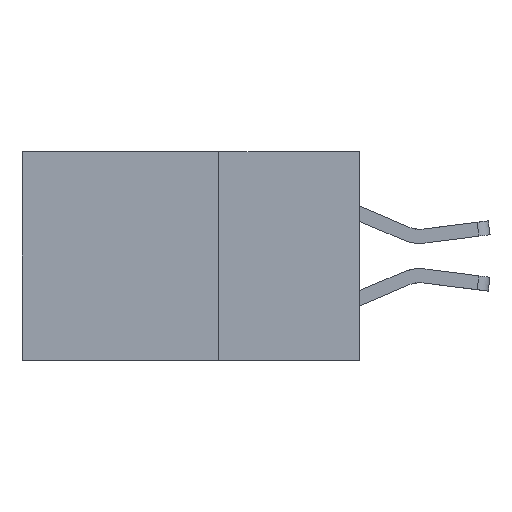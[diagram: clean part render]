
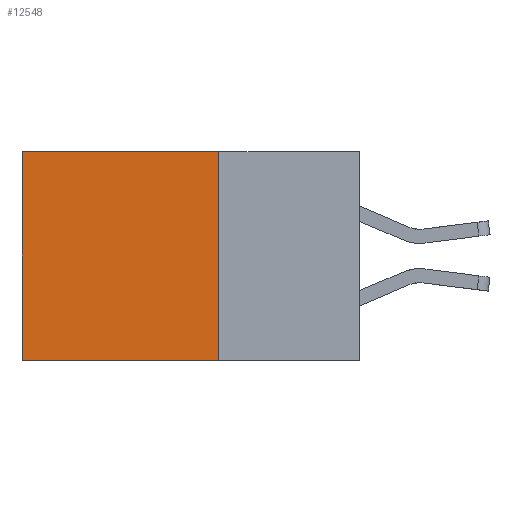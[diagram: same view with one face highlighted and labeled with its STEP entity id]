
A CAD part, left-side view. The second image highlights one B-rep face of the part: STEP entity #12548.
In plain terms, the highlighted planar face has unit normal (-1, 0, 0).
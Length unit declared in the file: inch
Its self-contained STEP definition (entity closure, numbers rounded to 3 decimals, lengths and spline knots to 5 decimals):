
#67 = CARTESIAN_POINT ( 'NONE',  ( 0.2875, 0.25, -0.37 ) ) ;
#105 = LINE ( 'NONE', #14446, #6436 ) ;
#984 = CARTESIAN_POINT ( 'NONE',  ( 0.2875, 0.25, 0. ) ) ;
#1016 = LINE ( 'NONE', #67, #10298 ) ;
#1424 = EDGE_CURVE ( 'NONE', #2780, #10954, #11360, .T. ) ;
#1435 = CARTESIAN_POINT ( 'NONE',  ( 0.2875, 0.25, 0. ) ) ;
#1804 = ORIENTED_EDGE ( 'NONE', *, *, #1424, .T. ) ;
#1871 = FACE_OUTER_BOUND ( 'NONE', #16267, .T. ) ;
#2780 = VERTEX_POINT ( 'NONE', #984 ) ;
#3890 = DIRECTION ( 'NONE',  ( 0., 0., -1. ) ) ;
#4223 = VERTEX_POINT ( 'NONE', #11074 ) ;
#5070 = DIRECTION ( 'NONE',  ( 0., 1., 0. ) ) ;
#5419 = DIRECTION ( 'NONE',  ( 0., 0., -1. ) ) ;
#5824 = DIRECTION ( 'NONE',  ( 0., 1., 0. ) ) ;
#6436 = VECTOR ( 'NONE', #6986, 39.37008 ) ;
#6986 = DIRECTION ( 'NONE',  ( 0., 0., -1. ) ) ;
#7093 = EDGE_CURVE ( 'NONE', #2780, #9897, #11303, .T. ) ;
#8045 = VECTOR ( 'NONE', #5824, 39.37008 ) ;
#8135 = AXIS2_PLACEMENT_3D ( 'NONE', #9173, #12917, #5419 ) ;
#9173 = CARTESIAN_POINT ( 'NONE',  ( 0.2875, 0.25, 0. ) ) ;
#9897 = VERTEX_POINT ( 'NONE', #14236 ) ;
#10075 = ORIENTED_EDGE ( 'NONE', *, *, #7093, .F. ) ;
#10088 = CARTESIAN_POINT ( 'NONE',  ( 0.2875, 0.6, 0. ) ) ;
#10298 = VECTOR ( 'NONE', #5070, 39.37008 ) ;
#10915 = VECTOR ( 'NONE', #3890, 39.37008 ) ;
#10954 = VERTEX_POINT ( 'NONE', #10088 ) ;
#11074 = CARTESIAN_POINT ( 'NONE',  ( 0.2875, 0.6, -0.37 ) ) ;
#11303 = LINE ( 'NONE', #1435, #10915 ) ;
#11360 = LINE ( 'NONE', #13317, #8045 ) ;
#11633 = ORIENTED_EDGE ( 'NONE', *, *, #15937, .T. ) ;
#11677 = PLANE ( 'NONE',  #8135 ) ;
#12460 = ORIENTED_EDGE ( 'NONE', *, *, #14892, .F. ) ;
#12548 = ADVANCED_FACE ( 'NONE', ( #1871 ), #11677, .F. ) ;
#12917 = DIRECTION ( 'NONE',  ( 1., 0., 0. ) ) ;
#13317 = CARTESIAN_POINT ( 'NONE',  ( 0.2875, 0.25, 0. ) ) ;
#14236 = CARTESIAN_POINT ( 'NONE',  ( 0.2875, 0.25, -0.37 ) ) ;
#14446 = CARTESIAN_POINT ( 'NONE',  ( 0.2875, 0.6, 0. ) ) ;
#14892 = EDGE_CURVE ( 'NONE', #9897, #4223, #1016, .T. ) ;
#15937 = EDGE_CURVE ( 'NONE', #10954, #4223, #105, .T. ) ;
#16267 = EDGE_LOOP ( 'NONE', ( #11633, #12460, #10075, #1804 ) ) ;
